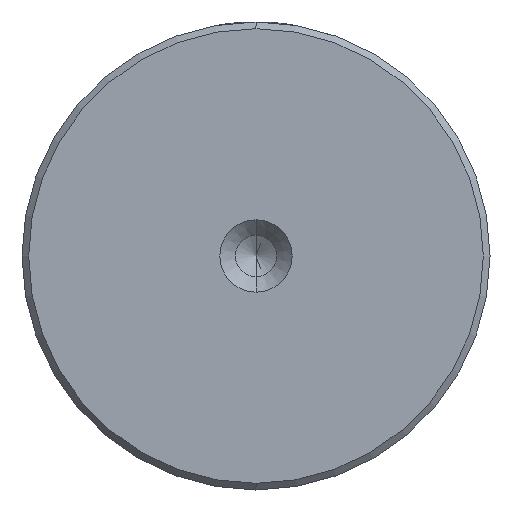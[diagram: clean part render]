
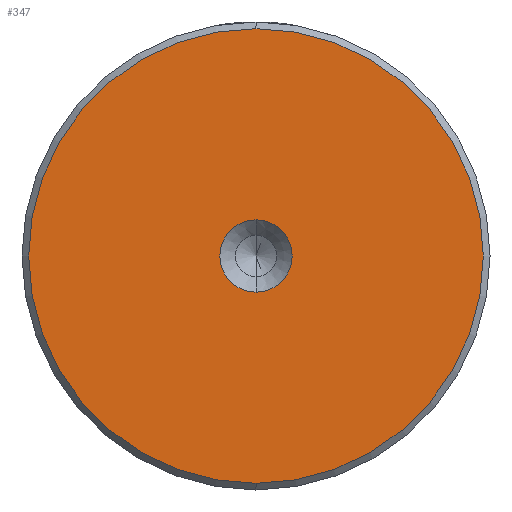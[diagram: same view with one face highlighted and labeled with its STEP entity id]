
A CAD part, left-side view. The second image highlights one B-rep face of the part: STEP entity #347.
In plain terms, the highlighted planar face has unit normal (-1, 0, 0).
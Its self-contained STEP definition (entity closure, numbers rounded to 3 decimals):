
#111 = ORIENTED_EDGE ( 'NONE', *, *, #1690, .T. ) ;
#156 = AXIS2_PLACEMENT_3D ( 'NONE', #543, #1776, #725 ) ;
#283 = DIRECTION ( 'NONE',  ( -1., 0., 0. ) ) ;
#310 = DIRECTION ( 'NONE',  ( 0., 0., 1. ) ) ;
#325 = DIRECTION ( 'NONE',  ( -1., 0., 0. ) ) ;
#326 = CARTESIAN_POINT ( 'NONE',  ( 0., 0., 0. ) ) ;
#347 = ADVANCED_FACE ( 'NONE', ( #2207, #1248 ), #1060, .T. ) ;
#357 = CARTESIAN_POINT ( 'NONE',  ( 0., 0., -17. ) ) ;
#441 = ORIENTED_EDGE ( 'NONE', *, *, #1979, .T. ) ;
#482 = CARTESIAN_POINT ( 'NONE',  ( 0., 0., 0. ) ) ;
#508 = CARTESIAN_POINT ( 'NONE',  ( 0., 0., 2.7 ) ) ;
#514 = DIRECTION ( 'NONE',  ( 0., 0., 1. ) ) ;
#543 = CARTESIAN_POINT ( 'NONE',  ( 0., 0., 0. ) ) ;
#568 = EDGE_LOOP ( 'NONE', ( #441, #111 ) ) ;
#725 = DIRECTION ( 'NONE',  ( 0., 0., 1. ) ) ;
#737 = EDGE_CURVE ( 'NONE', #1446, #2290, #1145, .T. ) ;
#745 = AXIS2_PLACEMENT_3D ( 'NONE', #1359, #283, #1537 ) ;
#778 = ORIENTED_EDGE ( 'NONE', *, *, #2224, .F. ) ;
#801 = AXIS2_PLACEMENT_3D ( 'NONE', #878, #1289, #1616 ) ;
#841 = AXIS2_PLACEMENT_3D ( 'NONE', #326, #1578, #514 ) ;
#878 = CARTESIAN_POINT ( 'NONE',  ( 0., 0., 0. ) ) ;
#909 = CARTESIAN_POINT ( 'NONE',  ( 0., 0., -2.7 ) ) ;
#958 = EDGE_LOOP ( 'NONE', ( #778, #1667 ) ) ;
#1000 = CIRCLE ( 'NONE', #156, 17. ) ;
#1060 = PLANE ( 'NONE',  #801 ) ;
#1145 = CIRCLE ( 'NONE', #1426, 2.7 ) ;
#1248 = FACE_BOUND ( 'NONE', #958, .T. ) ;
#1289 = DIRECTION ( 'NONE',  ( -1., 0., 0. ) ) ;
#1359 = CARTESIAN_POINT ( 'NONE',  ( 0., 0., 0. ) ) ;
#1422 = VERTEX_POINT ( 'NONE', #357 ) ;
#1426 = AXIS2_PLACEMENT_3D ( 'NONE', #482, #325, #310 ) ;
#1446 = VERTEX_POINT ( 'NONE', #909 ) ;
#1537 = DIRECTION ( 'NONE',  ( 0., 0., 1. ) ) ;
#1538 = CIRCLE ( 'NONE', #745, 2.7 ) ;
#1578 = DIRECTION ( 'NONE',  ( -1., 0., 0. ) ) ;
#1616 = DIRECTION ( 'NONE',  ( 0., 0., 1. ) ) ;
#1667 = ORIENTED_EDGE ( 'NONE', *, *, #737, .F. ) ;
#1690 = EDGE_CURVE ( 'NONE', #2169, #1422, #1000, .T. ) ;
#1776 = DIRECTION ( 'NONE',  ( -1., 0., 0. ) ) ;
#1979 = EDGE_CURVE ( 'NONE', #1422, #2169, #2138, .T. ) ;
#2138 = CIRCLE ( 'NONE', #841, 17. ) ;
#2169 = VERTEX_POINT ( 'NONE', #2200 ) ;
#2200 = CARTESIAN_POINT ( 'NONE',  ( 0., 0., 17. ) ) ;
#2207 = FACE_OUTER_BOUND ( 'NONE', #568, .T. ) ;
#2224 = EDGE_CURVE ( 'NONE', #2290, #1446, #1538, .T. ) ;
#2290 = VERTEX_POINT ( 'NONE', #508 ) ;
